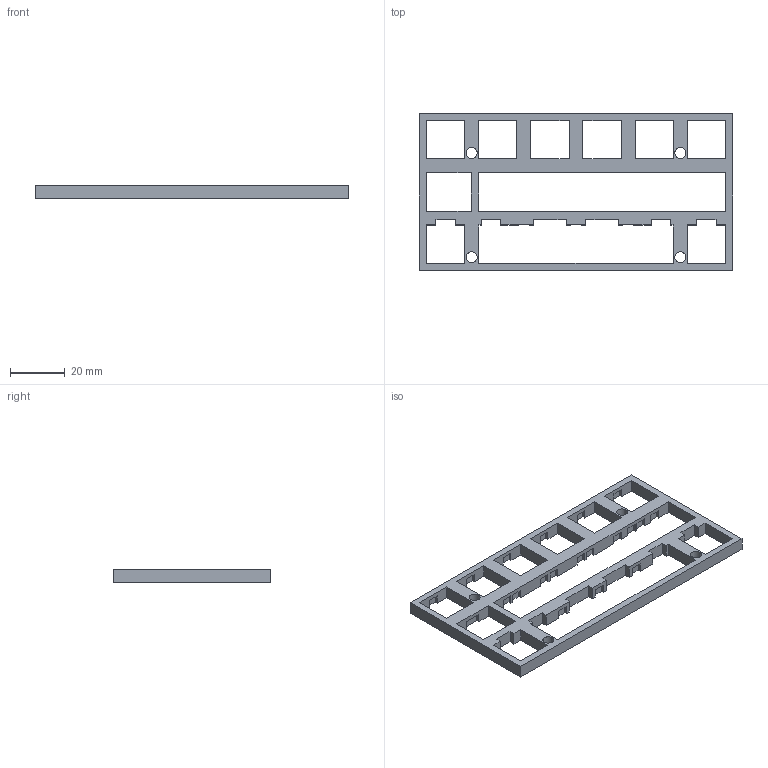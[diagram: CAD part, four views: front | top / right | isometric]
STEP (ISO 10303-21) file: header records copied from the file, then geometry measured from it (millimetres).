
FILE_DESCRIPTION(/* description */ (''),/* implementation_level */ '2;1');
FILE_NAME(/* name */ 'suffer-v2-universal-thicc-plate.step',/* time_stamp */ '2024-04-05T14:59:44-07:00',/* author */ (''),/* organization */ (''),/* preprocessor_version */ 'ST-DEVELOPER v20',/* originating_system */ 'Autodesk Translation Framework v12.20.1.177',/* authorisation */ '');
FILE_SCHEMA (('AUTOMOTIVE_DESIGN { 1 0 10303 214 3 1 1 }'));
Length unit declared in the file: millimetre
Products named in the file (1): suffer-universal-thicc-plate
Bounding box: 114.3 x 57.15 x 4.75 mm (x, y, z)
Volume: 10420.5 mm3; surface area: 11140.9 mm2
Topology: 1 solids, 1 shells, 262 faces, 780 edges, 520 vertices
Faces by surface type: plane 258, cylinder 4
Full cylindrical faces by diameter (mm): 4 x4
Entity records: 8705 total; most frequent: CARTESIAN_POINT 1563, ORIENTED_EDGE 1560, DIRECTION 1314, EDGE_CURVE 780, LINE 772, VECTOR 772, VERTEX_POINT 520, EDGE_LOOP 292
